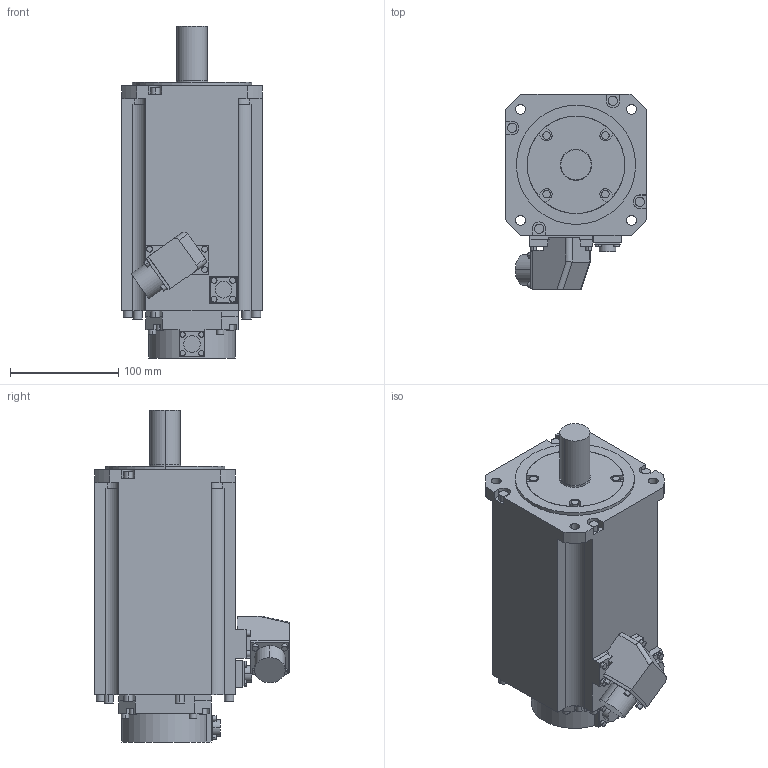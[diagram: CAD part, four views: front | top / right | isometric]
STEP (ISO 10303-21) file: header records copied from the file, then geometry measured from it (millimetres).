
FILE_DESCRIPTION((''),'2;1');
FILE_NAME('HF-JP3534B_B_IF0001','2010-04-01T',('QG77621'),(''),'PRO/ENGINEER BY PARAMETRIC TECHNOLOGY CORPORATION, 2006510','PRO/ENGINEER BY PARAMETRIC TECHNOLOGY CORPORATION, 2006510','');
FILE_SCHEMA(('CONFIG_CONTROL_DESIGN'));
Length unit declared in the file: millimetre
Products named in the file (1): HF-JP3534B_B_IF0001
Bounding box: 130 x 179.8 x 306.5 mm (x, y, z)
Volume: 3541128.4 mm3; surface area: 173211 mm2
Topology: 1 solids, 1 shells, 299 faces, 733 edges, 486 vertices
Faces by surface type: plane 170, cylinder 129
Entity records: 8993 total; most frequent: CARTESIAN_POINT 1604, DIRECTION 1586, ORIENTED_EDGE 1466, EDGE_CURVE 733, AXIS2_PLACEMENT_3D 559, VERTEX_POINT 486, VECTOR 468, LINE 468
